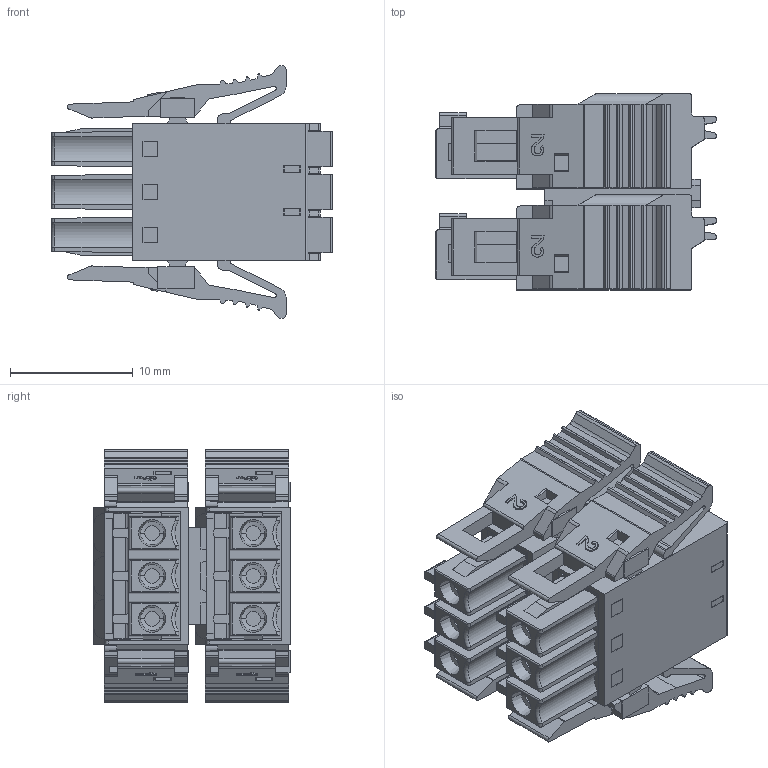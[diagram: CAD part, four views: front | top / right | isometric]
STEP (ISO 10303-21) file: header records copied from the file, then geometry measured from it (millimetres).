
FILE_DESCRIPTION((''),'2;1');
FILE_NAME('TLPSDL-007-06P-X','2024-09-25T',('sheji'),(''),'PRO/ENGINEER BY PARAMETRIC TECHNOLOGY CORPORATION, 2015240','PRO/ENGINEER BY PARAMETRIC TECHNOLOGY CORPORATION, 2015240','');
FILE_SCHEMA(('CONFIG_CONTROL_DESIGN'));
Length unit declared in the file: millimetre
Products named in the file (1): TLPSDL-007-06P-X
Bounding box: 22.9 x 16 x 20.6 mm (x, y, z)
Volume: 3373.3 mm3; surface area: 3973 mm2
Topology: 1 solids, 3 shells, 1202 faces, 3381 edges, 2216 vertices
Faces by surface type: plane 768, cylinder 328, cone 48, extrusion 40, torus 18
Entity records: 39487 total; most frequent: CARTESIAN_POINT 8227, ORIENTED_EDGE 6762, DIRECTION 6159, EDGE_CURVE 3381, VECTOR 2539, LINE 2499, VERTEX_POINT 2216, AXIS2_PLACEMENT_3D 1810
